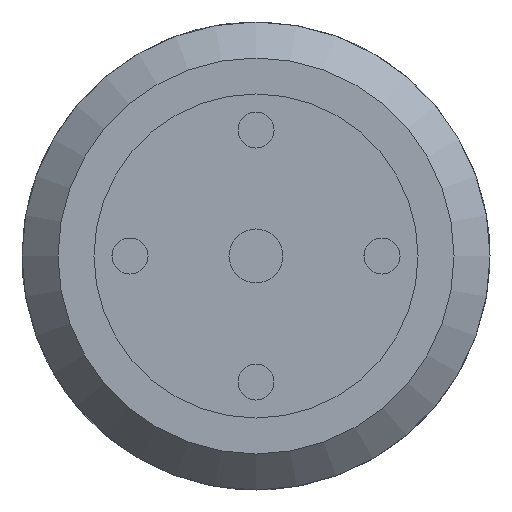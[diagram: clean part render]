
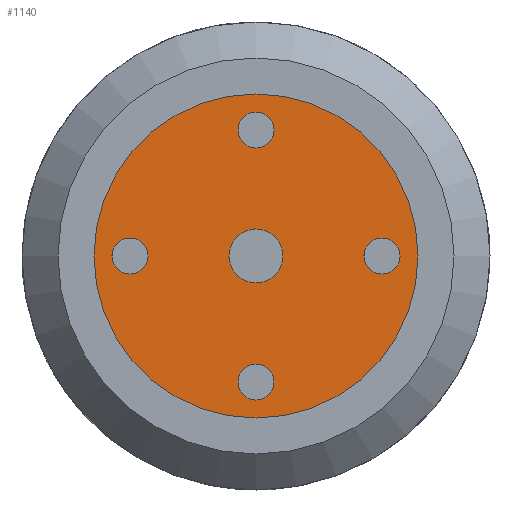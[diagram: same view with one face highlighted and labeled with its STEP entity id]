
A CAD part, left-side view. The second image highlights one B-rep face of the part: STEP entity #1140.
In plain terms, the highlighted planar face has unit normal (-1, 0, 0).
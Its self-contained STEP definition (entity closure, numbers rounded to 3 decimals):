
#715 = CYLINDRICAL_SURFACE('',#716,9.);
#716 = AXIS2_PLACEMENT_3D('',#717,#718,#719);
#717 = CARTESIAN_POINT('',(10.,0.,0.));
#718 = DIRECTION('',(1.,0.,0.));
#719 = DIRECTION('',(0.,1.,0.));
#753 = CYLINDRICAL_SURFACE('',#754,1.);
#754 = AXIS2_PLACEMENT_3D('',#755,#756,#757);
#755 = CARTESIAN_POINT('',(10.,0.,7.));
#756 = DIRECTION('',(-1.,0.,0.));
#757 = DIRECTION('',(0.,-1.,0.));
#788 = CYLINDRICAL_SURFACE('',#789,1.);
#789 = AXIS2_PLACEMENT_3D('',#790,#791,#792);
#790 = CARTESIAN_POINT('',(10.,0.,-7.));
#791 = DIRECTION('',(-1.,0.,-0.));
#792 = DIRECTION('',(0.,1.,0.));
#823 = CYLINDRICAL_SURFACE('',#824,1.);
#824 = AXIS2_PLACEMENT_3D('',#825,#826,#827);
#825 = CARTESIAN_POINT('',(10.,-7.,0.));
#826 = DIRECTION('',(-1.,-0.,0.));
#827 = DIRECTION('',(0.,0.,-1.));
#858 = CYLINDRICAL_SURFACE('',#859,1.);
#859 = AXIS2_PLACEMENT_3D('',#860,#861,#862);
#860 = CARTESIAN_POINT('',(10.,7.,0.));
#861 = DIRECTION('',(-1.,0.,0.));
#862 = DIRECTION('',(0.,0.,1.));
#873 = EDGE_CURVE('',#874,#874,#876,.T.);
#874 = VERTEX_POINT('',#875);
#875 = CARTESIAN_POINT('',(10.,9.,0.));
#876 = SURFACE_CURVE('',#877,(#882,#889),.PCURVE_S1.);
#877 = CIRCLE('',#878,9.);
#878 = AXIS2_PLACEMENT_3D('',#879,#880,#881);
#879 = CARTESIAN_POINT('',(10.,0.,0.));
#880 = DIRECTION('',(1.,0.,0.));
#881 = DIRECTION('',(0.,1.,0.));
#882 = PCURVE('',#715,#883);
#883 = DEFINITIONAL_REPRESENTATION('',(#884),#888);
#884 = LINE('',#885,#886);
#885 = CARTESIAN_POINT('',(0.,0.));
#886 = VECTOR('',#887,1.);
#887 = DIRECTION('',(1.,0.));
#888 = ( GEOMETRIC_REPRESENTATION_CONTEXT(2) 
PARAMETRIC_REPRESENTATION_CONTEXT() REPRESENTATION_CONTEXT('2D SPACE',''
  ) );
#889 = PCURVE('',#890,#895);
#890 = PLANE('',#891);
#891 = AXIS2_PLACEMENT_3D('',#892,#893,#894);
#892 = CARTESIAN_POINT('',(10.,0.,0.));
#893 = DIRECTION('',(1.,0.,0.));
#894 = DIRECTION('',(0.,1.,0.));
#895 = DEFINITIONAL_REPRESENTATION('',(#896),#900);
#896 = CIRCLE('',#897,9.);
#897 = AXIS2_PLACEMENT_2D('',#898,#899);
#898 = CARTESIAN_POINT('',(0.,0.));
#899 = DIRECTION('',(1.,-0.));
#900 = ( GEOMETRIC_REPRESENTATION_CONTEXT(2) 
PARAMETRIC_REPRESENTATION_CONTEXT() REPRESENTATION_CONTEXT('2D SPACE',''
  ) );
#928 = EDGE_CURVE('',#929,#929,#931,.T.);
#929 = VERTEX_POINT('',#930);
#930 = CARTESIAN_POINT('',(10.,-1.,7.));
#931 = SURFACE_CURVE('',#932,(#937,#944),.PCURVE_S1.);
#932 = CIRCLE('',#933,1.);
#933 = AXIS2_PLACEMENT_3D('',#934,#935,#936);
#934 = CARTESIAN_POINT('',(10.,0.,7.));
#935 = DIRECTION('',(-1.,0.,0.));
#936 = DIRECTION('',(0.,-1.,0.));
#937 = PCURVE('',#753,#938);
#938 = DEFINITIONAL_REPRESENTATION('',(#939),#943);
#939 = LINE('',#940,#941);
#940 = CARTESIAN_POINT('',(0.,0.));
#941 = VECTOR('',#942,1.);
#942 = DIRECTION('',(1.,0.));
#943 = ( GEOMETRIC_REPRESENTATION_CONTEXT(2) 
PARAMETRIC_REPRESENTATION_CONTEXT() REPRESENTATION_CONTEXT('2D SPACE',''
  ) );
#944 = PCURVE('',#890,#945);
#945 = DEFINITIONAL_REPRESENTATION('',(#946),#954);
#946 = ( BOUNDED_CURVE() B_SPLINE_CURVE(2,(#947,#948,#949,#950,#951,#952
,#953),.UNSPECIFIED.,.F.,.F.) B_SPLINE_CURVE_WITH_KNOTS((1,2,2,2,2,1),(
    -2.094,0.,2.094,4.189,6.283,
8.378),.UNSPECIFIED.) CURVE() GEOMETRIC_REPRESENTATION_ITEM() 
RATIONAL_B_SPLINE_CURVE((1.,0.5,1.,0.5,1.,0.5,1.)) REPRESENTATION_ITEM(
  '') );
#947 = CARTESIAN_POINT('',(-1.,7.));
#948 = CARTESIAN_POINT('',(-1.,8.732));
#949 = CARTESIAN_POINT('',(0.5,7.866));
#950 = CARTESIAN_POINT('',(2.,7.));
#951 = CARTESIAN_POINT('',(0.5,6.134));
#952 = CARTESIAN_POINT('',(-1.,5.268));
#953 = CARTESIAN_POINT('',(-1.,7.));
#954 = ( GEOMETRIC_REPRESENTATION_CONTEXT(2) 
PARAMETRIC_REPRESENTATION_CONTEXT() REPRESENTATION_CONTEXT('2D SPACE',''
  ) );
#982 = EDGE_CURVE('',#983,#983,#985,.T.);
#983 = VERTEX_POINT('',#984);
#984 = CARTESIAN_POINT('',(10.,1.,-7.));
#985 = SURFACE_CURVE('',#986,(#991,#998),.PCURVE_S1.);
#986 = CIRCLE('',#987,1.);
#987 = AXIS2_PLACEMENT_3D('',#988,#989,#990);
#988 = CARTESIAN_POINT('',(10.,0.,-7.));
#989 = DIRECTION('',(-1.,0.,0.));
#990 = DIRECTION('',(0.,1.,0.));
#991 = PCURVE('',#788,#992);
#992 = DEFINITIONAL_REPRESENTATION('',(#993),#997);
#993 = LINE('',#994,#995);
#994 = CARTESIAN_POINT('',(0.,0.));
#995 = VECTOR('',#996,1.);
#996 = DIRECTION('',(1.,0.));
#997 = ( GEOMETRIC_REPRESENTATION_CONTEXT(2) 
PARAMETRIC_REPRESENTATION_CONTEXT() REPRESENTATION_CONTEXT('2D SPACE',''
  ) );
#998 = PCURVE('',#890,#999);
#999 = DEFINITIONAL_REPRESENTATION('',(#1000),#1008);
#1000 = ( BOUNDED_CURVE() B_SPLINE_CURVE(2,(#1001,#1002,#1003,#1004,
#1005,#1006,#1007),.UNSPECIFIED.,.F.,.F.) B_SPLINE_CURVE_WITH_KNOTS((1,2
    ,2,2,2,1),(-2.094,0.,2.094,4.189,
6.283,8.378),.UNSPECIFIED.) CURVE() 
GEOMETRIC_REPRESENTATION_ITEM() RATIONAL_B_SPLINE_CURVE((1.,0.5,1.,0.5,
1.,0.5,1.)) REPRESENTATION_ITEM('') );
#1001 = CARTESIAN_POINT('',(1.,-7.));
#1002 = CARTESIAN_POINT('',(1.,-8.732));
#1003 = CARTESIAN_POINT('',(-0.5,-7.866));
#1004 = CARTESIAN_POINT('',(-2.,-7.));
#1005 = CARTESIAN_POINT('',(-0.5,-6.134));
#1006 = CARTESIAN_POINT('',(1.,-5.268));
#1007 = CARTESIAN_POINT('',(1.,-7.));
#1008 = ( GEOMETRIC_REPRESENTATION_CONTEXT(2) 
PARAMETRIC_REPRESENTATION_CONTEXT() REPRESENTATION_CONTEXT('2D SPACE',''
  ) );
#1036 = EDGE_CURVE('',#1037,#1037,#1039,.T.);
#1037 = VERTEX_POINT('',#1038);
#1038 = CARTESIAN_POINT('',(10.,-7.,-1.));
#1039 = SURFACE_CURVE('',#1040,(#1045,#1052),.PCURVE_S1.);
#1040 = CIRCLE('',#1041,1.);
#1041 = AXIS2_PLACEMENT_3D('',#1042,#1043,#1044);
#1042 = CARTESIAN_POINT('',(10.,-7.,0.));
#1043 = DIRECTION('',(-1.,0.,-0.));
#1044 = DIRECTION('',(0.,0.,-1.));
#1045 = PCURVE('',#823,#1046);
#1046 = DEFINITIONAL_REPRESENTATION('',(#1047),#1051);
#1047 = LINE('',#1048,#1049);
#1048 = CARTESIAN_POINT('',(0.,0.));
#1049 = VECTOR('',#1050,1.);
#1050 = DIRECTION('',(1.,0.));
#1051 = ( GEOMETRIC_REPRESENTATION_CONTEXT(2) 
PARAMETRIC_REPRESENTATION_CONTEXT() REPRESENTATION_CONTEXT('2D SPACE',''
  ) );
#1052 = PCURVE('',#890,#1053);
#1053 = DEFINITIONAL_REPRESENTATION('',(#1054),#1062);
#1054 = ( BOUNDED_CURVE() B_SPLINE_CURVE(2,(#1055,#1056,#1057,#1058,
#1059,#1060,#1061),.UNSPECIFIED.,.F.,.F.) B_SPLINE_CURVE_WITH_KNOTS((1,2
    ,2,2,2,1),(-2.094,0.,2.094,4.189,
6.283,8.378),.UNSPECIFIED.) CURVE() 
GEOMETRIC_REPRESENTATION_ITEM() RATIONAL_B_SPLINE_CURVE((1.,0.5,1.,0.5,
1.,0.5,1.)) REPRESENTATION_ITEM('') );
#1055 = CARTESIAN_POINT('',(-7.,-1.));
#1056 = CARTESIAN_POINT('',(-8.732,-1.));
#1057 = CARTESIAN_POINT('',(-7.866,0.5));
#1058 = CARTESIAN_POINT('',(-7.,2.));
#1059 = CARTESIAN_POINT('',(-6.134,0.5));
#1060 = CARTESIAN_POINT('',(-5.268,-1.));
#1061 = CARTESIAN_POINT('',(-7.,-1.));
#1062 = ( GEOMETRIC_REPRESENTATION_CONTEXT(2) 
PARAMETRIC_REPRESENTATION_CONTEXT() REPRESENTATION_CONTEXT('2D SPACE',''
  ) );
#1090 = EDGE_CURVE('',#1091,#1091,#1093,.T.);
#1091 = VERTEX_POINT('',#1092);
#1092 = CARTESIAN_POINT('',(10.,7.,1.));
#1093 = SURFACE_CURVE('',#1094,(#1099,#1106),.PCURVE_S1.);
#1094 = CIRCLE('',#1095,1.);
#1095 = AXIS2_PLACEMENT_3D('',#1096,#1097,#1098);
#1096 = CARTESIAN_POINT('',(10.,7.,0.));
#1097 = DIRECTION('',(-1.,0.,0.));
#1098 = DIRECTION('',(0.,0.,1.));
#1099 = PCURVE('',#858,#1100);
#1100 = DEFINITIONAL_REPRESENTATION('',(#1101),#1105);
#1101 = LINE('',#1102,#1103);
#1102 = CARTESIAN_POINT('',(0.,0.));
#1103 = VECTOR('',#1104,1.);
#1104 = DIRECTION('',(1.,0.));
#1105 = ( GEOMETRIC_REPRESENTATION_CONTEXT(2) 
PARAMETRIC_REPRESENTATION_CONTEXT() REPRESENTATION_CONTEXT('2D SPACE',''
  ) );
#1106 = PCURVE('',#890,#1107);
#1107 = DEFINITIONAL_REPRESENTATION('',(#1108),#1116);
#1108 = ( BOUNDED_CURVE() B_SPLINE_CURVE(2,(#1109,#1110,#1111,#1112,
#1113,#1114,#1115),.UNSPECIFIED.,.F.,.F.) B_SPLINE_CURVE_WITH_KNOTS((1,2
    ,2,2,2,1),(-2.094,0.,2.094,4.189,
6.283,8.378),.UNSPECIFIED.) CURVE() 
GEOMETRIC_REPRESENTATION_ITEM() RATIONAL_B_SPLINE_CURVE((1.,0.5,1.,0.5,
1.,0.5,1.)) REPRESENTATION_ITEM('') );
#1109 = CARTESIAN_POINT('',(7.,1.));
#1110 = CARTESIAN_POINT('',(8.732,1.));
#1111 = CARTESIAN_POINT('',(7.866,-0.5));
#1112 = CARTESIAN_POINT('',(7.,-2.));
#1113 = CARTESIAN_POINT('',(6.134,-0.5));
#1114 = CARTESIAN_POINT('',(5.268,1.));
#1115 = CARTESIAN_POINT('',(7.,1.));
#1116 = ( GEOMETRIC_REPRESENTATION_CONTEXT(2) 
PARAMETRIC_REPRESENTATION_CONTEXT() REPRESENTATION_CONTEXT('2D SPACE',''
  ) );
#1140 = ADVANCED_FACE('',(#1141,#1144,#1175,#1178,#1181,#1184),#890,.F.
  );
#1141 = FACE_BOUND('',#1142,.T.);
#1142 = EDGE_LOOP('',(#1143));
#1143 = ORIENTED_EDGE('',*,*,#873,.F.);
#1144 = FACE_BOUND('',#1145,.T.);
#1145 = EDGE_LOOP('',(#1146));
#1146 = ORIENTED_EDGE('',*,*,#1147,.T.);
#1147 = EDGE_CURVE('',#1148,#1148,#1150,.T.);
#1148 = VERTEX_POINT('',#1149);
#1149 = CARTESIAN_POINT('',(10.,1.5,0.));
#1150 = SURFACE_CURVE('',#1151,(#1156,#1163),.PCURVE_S1.);
#1151 = CIRCLE('',#1152,1.5);
#1152 = AXIS2_PLACEMENT_3D('',#1153,#1154,#1155);
#1153 = CARTESIAN_POINT('',(10.,0.,0.));
#1154 = DIRECTION('',(1.,0.,0.));
#1155 = DIRECTION('',(0.,1.,0.));
#1156 = PCURVE('',#890,#1157);
#1157 = DEFINITIONAL_REPRESENTATION('',(#1158),#1162);
#1158 = CIRCLE('',#1159,1.5);
#1159 = AXIS2_PLACEMENT_2D('',#1160,#1161);
#1160 = CARTESIAN_POINT('',(0.,0.));
#1161 = DIRECTION('',(1.,-0.));
#1162 = ( GEOMETRIC_REPRESENTATION_CONTEXT(2) 
PARAMETRIC_REPRESENTATION_CONTEXT() REPRESENTATION_CONTEXT('2D SPACE',''
  ) );
#1163 = PCURVE('',#1164,#1169);
#1164 = CYLINDRICAL_SURFACE('',#1165,1.5);
#1165 = AXIS2_PLACEMENT_3D('',#1166,#1167,#1168);
#1166 = CARTESIAN_POINT('',(0.,0.,0.));
#1167 = DIRECTION('',(1.,0.,0.));
#1168 = DIRECTION('',(0.,1.,0.));
#1169 = DEFINITIONAL_REPRESENTATION('',(#1170),#1174);
#1170 = LINE('',#1171,#1172);
#1171 = CARTESIAN_POINT('',(0.,10.));
#1172 = VECTOR('',#1173,1.);
#1173 = DIRECTION('',(1.,0.));
#1174 = ( GEOMETRIC_REPRESENTATION_CONTEXT(2) 
PARAMETRIC_REPRESENTATION_CONTEXT() REPRESENTATION_CONTEXT('2D SPACE',''
  ) );
#1175 = FACE_BOUND('',#1176,.T.);
#1176 = EDGE_LOOP('',(#1177));
#1177 = ORIENTED_EDGE('',*,*,#928,.F.);
#1178 = FACE_BOUND('',#1179,.T.);
#1179 = EDGE_LOOP('',(#1180));
#1180 = ORIENTED_EDGE('',*,*,#982,.F.);
#1181 = FACE_BOUND('',#1182,.T.);
#1182 = EDGE_LOOP('',(#1183));
#1183 = ORIENTED_EDGE('',*,*,#1036,.F.);
#1184 = FACE_BOUND('',#1185,.T.);
#1185 = EDGE_LOOP('',(#1186));
#1186 = ORIENTED_EDGE('',*,*,#1090,.F.);
